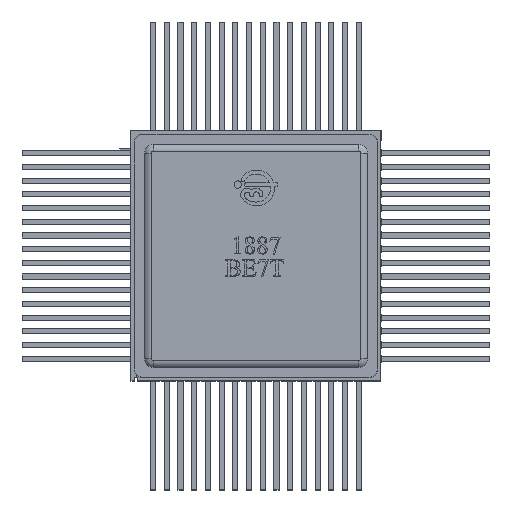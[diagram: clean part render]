
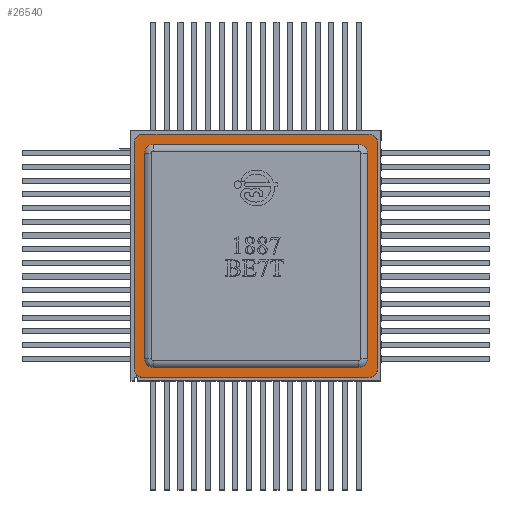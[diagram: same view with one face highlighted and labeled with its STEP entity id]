
A CAD part, top view. The second image highlights one B-rep face of the part: STEP entity #26540.
In plain terms, the highlighted planar face has unit normal (0, 0, 1).
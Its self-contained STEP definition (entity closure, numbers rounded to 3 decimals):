
#141=CIRCLE('',#27590,0.5);
#142=CIRCLE('',#27593,0.5);
#143=CIRCLE('',#27596,0.5);
#144=CIRCLE('',#27599,0.5);
#145=CIRCLE('',#27601,0.5);
#146=CIRCLE('',#27602,0.5);
#147=CIRCLE('',#27603,0.5);
#148=CIRCLE('',#27604,0.5);
#5067=ORIENTED_EDGE('',*,*,#8255,.F.);
#5068=ORIENTED_EDGE('',*,*,#8256,.F.);
#5069=ORIENTED_EDGE('',*,*,#8257,.F.);
#5070=ORIENTED_EDGE('',*,*,#8258,.F.);
#5071=ORIENTED_EDGE('',*,*,#8259,.F.);
#5072=ORIENTED_EDGE('',*,*,#8260,.F.);
#5073=ORIENTED_EDGE('',*,*,#8261,.F.);
#5074=ORIENTED_EDGE('',*,*,#8262,.F.);
#5075=ORIENTED_EDGE('',*,*,#8240,.F.);
#5076=ORIENTED_EDGE('',*,*,#8254,.F.);
#5077=ORIENTED_EDGE('',*,*,#8252,.F.);
#5078=ORIENTED_EDGE('',*,*,#8250,.F.);
#5079=ORIENTED_EDGE('',*,*,#8248,.F.);
#5080=ORIENTED_EDGE('',*,*,#8246,.F.);
#5081=ORIENTED_EDGE('',*,*,#8244,.F.);
#5082=ORIENTED_EDGE('',*,*,#8242,.F.);
#8240=EDGE_CURVE('',#10157,#10158,#12797,.T.);
#8242=EDGE_CURVE('',#10158,#10159,#141,.T.);
#8244=EDGE_CURVE('',#10159,#10160,#12800,.T.);
#8246=EDGE_CURVE('',#10160,#10161,#142,.T.);
#8248=EDGE_CURVE('',#10161,#10162,#12803,.T.);
#8250=EDGE_CURVE('',#10162,#10163,#143,.T.);
#8252=EDGE_CURVE('',#10163,#10164,#12806,.T.);
#8254=EDGE_CURVE('',#10164,#10157,#144,.T.);
#8255=EDGE_CURVE('',#10165,#10166,#12808,.T.);
#8256=EDGE_CURVE('',#10167,#10165,#145,.T.);
#8257=EDGE_CURVE('',#10168,#10167,#12809,.T.);
#8258=EDGE_CURVE('',#10169,#10168,#146,.T.);
#8259=EDGE_CURVE('',#10170,#10169,#12810,.T.);
#8260=EDGE_CURVE('',#10171,#10170,#147,.T.);
#8261=EDGE_CURVE('',#10172,#10171,#12811,.T.);
#8262=EDGE_CURVE('',#10166,#10172,#148,.T.);
#10157=VERTEX_POINT('',#37423);
#10158=VERTEX_POINT('',#37425);
#10159=VERTEX_POINT('',#37429);
#10160=VERTEX_POINT('',#37433);
#10161=VERTEX_POINT('',#37437);
#10162=VERTEX_POINT('',#37441);
#10163=VERTEX_POINT('',#37445);
#10164=VERTEX_POINT('',#37449);
#10165=VERTEX_POINT('',#37455);
#10166=VERTEX_POINT('',#37456);
#10167=VERTEX_POINT('',#37458);
#10168=VERTEX_POINT('',#37460);
#10169=VERTEX_POINT('',#37462);
#10170=VERTEX_POINT('',#37464);
#10171=VERTEX_POINT('',#37466);
#10172=VERTEX_POINT('',#37468);
#12797=LINE('',#37424,#15437);
#12800=LINE('',#37432,#15440);
#12803=LINE('',#37440,#15443);
#12806=LINE('',#37448,#15446);
#12808=LINE('',#37454,#15448);
#12809=LINE('',#37459,#15449);
#12810=LINE('',#37463,#15450);
#12811=LINE('',#37467,#15451);
#15437=VECTOR('',#31956,1000.);
#15440=VECTOR('',#31965,1000.);
#15443=VECTOR('',#31974,1000.);
#15446=VECTOR('',#31983,1000.);
#15448=VECTOR('',#31991,1000.);
#15449=VECTOR('',#31994,1000.);
#15450=VECTOR('',#31997,1000.);
#15451=VECTOR('',#32000,1000.);
#16573=EDGE_LOOP('',(#5067,#5068,#5069,#5070,#5071,#5072,#5073,#5074));
#16574=EDGE_LOOP('',(#5075,#5076,#5077,#5078,#5079,#5080,#5081,#5082));
#17620=FACE_BOUND('',#16573,.T.);
#17621=FACE_BOUND('',#16574,.T.);
#18656=PLANE('',#27600);
#26540=ADVANCED_FACE('',(#17620,#17621),#18656,.F.);
#27590=AXIS2_PLACEMENT_3D('',#37428,#31960,#31961);
#27593=AXIS2_PLACEMENT_3D('',#37436,#31969,#31970);
#27596=AXIS2_PLACEMENT_3D('',#37444,#31978,#31979);
#27599=AXIS2_PLACEMENT_3D('',#37452,#31987,#31988);
#27600=AXIS2_PLACEMENT_3D('',#37453,#31989,#31990);
#27601=AXIS2_PLACEMENT_3D('',#37457,#31992,#31993);
#27602=AXIS2_PLACEMENT_3D('',#37461,#31995,#31996);
#27603=AXIS2_PLACEMENT_3D('',#37465,#31998,#31999);
#27604=AXIS2_PLACEMENT_3D('',#37469,#32001,#32002);
#31956=DIRECTION('',(0.,1.,0.));
#31960=DIRECTION('',(0.,0.,-1.));
#31961=DIRECTION('',(1.,0.,0.));
#31965=DIRECTION('',(1.,0.,0.));
#31969=DIRECTION('',(0.,0.,-1.));
#31970=DIRECTION('',(-1.,0.,0.));
#31974=DIRECTION('',(0.,-1.,0.));
#31978=DIRECTION('',(0.,0.,-1.));
#31979=DIRECTION('',(1.,0.,0.));
#31983=DIRECTION('',(-1.,0.,0.));
#31987=DIRECTION('',(0.,0.,-1.));
#31988=DIRECTION('',(1.,0.,0.));
#31989=DIRECTION('',(0.,0.,-1.));
#31990=DIRECTION('',(-1.,0.,0.));
#31991=DIRECTION('',(-1.,0.,0.));
#31992=DIRECTION('',(0.,0.,1.));
#31993=DIRECTION('',(-1.,0.,0.));
#31994=DIRECTION('',(0.,1.,0.));
#31995=DIRECTION('',(0.,0.,1.));
#31996=DIRECTION('',(-1.,0.,0.));
#31997=DIRECTION('',(1.,0.,0.));
#31998=DIRECTION('',(0.,0.,1.));
#31999=DIRECTION('',(1.,0.,0.));
#32000=DIRECTION('',(0.,-1.,0.));
#32001=DIRECTION('',(0.,0.,1.));
#32002=DIRECTION('',(1.,0.,0.));
#37423=CARTESIAN_POINT('',(-7.095,-6.595,3.6));
#37424=CARTESIAN_POINT('',(-7.095,6.595,3.6));
#37425=CARTESIAN_POINT('',(-7.095,6.595,3.6));
#37428=CARTESIAN_POINT('',(-6.595,6.595,3.6));
#37429=CARTESIAN_POINT('',(-6.595,7.095,3.6));
#37432=CARTESIAN_POINT('',(6.595,7.095,3.6));
#37433=CARTESIAN_POINT('',(6.595,7.095,3.6));
#37436=CARTESIAN_POINT('',(6.595,6.595,3.6));
#37437=CARTESIAN_POINT('',(7.095,6.595,3.6));
#37440=CARTESIAN_POINT('',(7.095,-6.595,3.6));
#37441=CARTESIAN_POINT('',(7.095,-6.595,3.6));
#37444=CARTESIAN_POINT('',(6.595,-6.595,3.6));
#37445=CARTESIAN_POINT('',(6.595,-7.095,3.6));
#37448=CARTESIAN_POINT('',(-6.595,-7.095,3.6));
#37449=CARTESIAN_POINT('',(-6.595,-7.095,3.6));
#37452=CARTESIAN_POINT('',(-6.595,-6.595,3.6));
#37453=CARTESIAN_POINT('',(-6.595,6.595,3.6));
#37454=CARTESIAN_POINT('',(6.,6.502,3.6));
#37455=CARTESIAN_POINT('',(6.,6.502,3.6));
#37456=CARTESIAN_POINT('',(-6.,6.502,3.6));
#37457=CARTESIAN_POINT('',(6.,6.002,3.6));
#37458=CARTESIAN_POINT('',(6.5,6.002,3.6));
#37459=CARTESIAN_POINT('',(6.5,-6.002,3.6));
#37460=CARTESIAN_POINT('',(6.5,-6.002,3.6));
#37461=CARTESIAN_POINT('',(6.,-6.002,3.6));
#37462=CARTESIAN_POINT('',(6.,-6.502,3.6));
#37463=CARTESIAN_POINT('',(-6.,-6.502,3.6));
#37464=CARTESIAN_POINT('',(-6.,-6.502,3.6));
#37465=CARTESIAN_POINT('',(-6.,-6.002,3.6));
#37466=CARTESIAN_POINT('',(-6.5,-6.002,3.6));
#37467=CARTESIAN_POINT('',(-6.5,6.002,3.6));
#37468=CARTESIAN_POINT('',(-6.5,6.002,3.6));
#37469=CARTESIAN_POINT('',(-6.,6.002,3.6));
